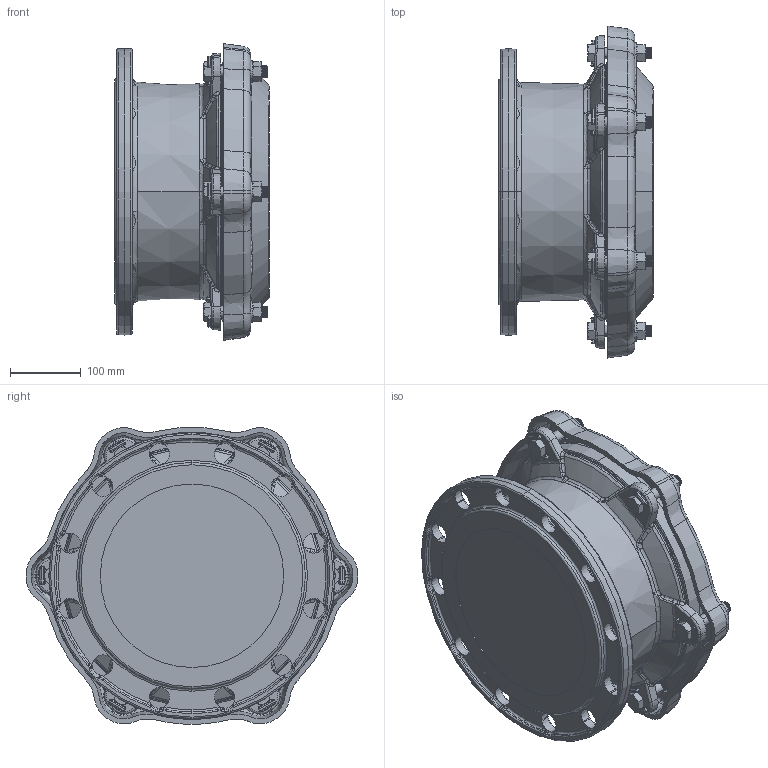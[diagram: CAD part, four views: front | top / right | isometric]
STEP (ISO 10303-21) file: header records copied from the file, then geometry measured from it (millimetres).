
FILE_DESCRIPTION (( 'STEP AP214' ), '1' );
FILE_NAME ('Junta Flange Mult GFIX DN250x245-285.STEP', '2014-10-28T13:08:49', ( '' ), ( '' ), 'SwSTEP 2.0', 'SolidWorks 2014', '' );
FILE_SCHEMA (( 'AUTOMOTIVE_DESIGN' ));
Length unit declared in the file: millimetre
Products named in the file (1): Junta Flange Mult GFIX DN250x245-285
Bounding box: 218.66 x 468.75 x 419 mm (x, y, z)
Volume: 19481793.5 mm3; surface area: 775889.6 mm2
Topology: 1 solids, 1 shells, 3352 faces, 8194 edges, 4918 vertices
Faces by surface type: bspline 1348, cone 815, plane 523, cylinder 396, torus 190, sphere 80
Entity records: 221069 total; most frequent: CARTESIAN_POINT 115922, ORIENTED_EDGE 16364, DIRECTION 11062, EDGE_CURVE 8182, VERTEX_POINT 4918, AXIS2_PLACEMENT_3D 4457, B_SPLINE_CURVE_WITH_KNOTS 3582, EDGE_LOOP 3486
